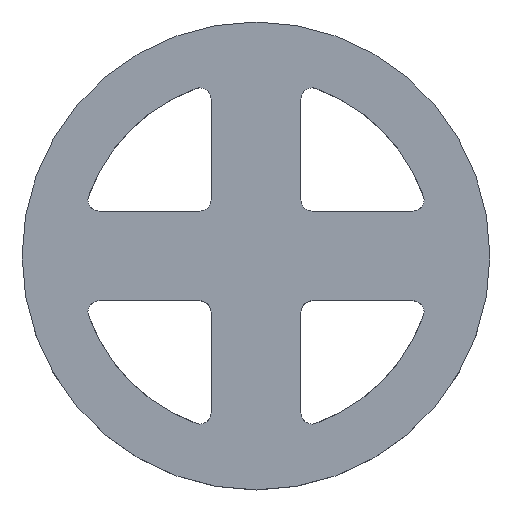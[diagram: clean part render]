
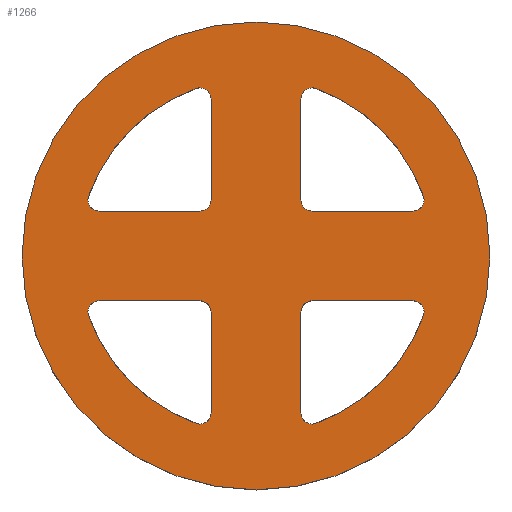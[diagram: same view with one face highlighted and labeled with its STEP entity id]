
A CAD part, top view. The second image highlights one B-rep face of the part: STEP entity #1266.
In plain terms, the highlighted planar face has unit normal (0, 0, 1).
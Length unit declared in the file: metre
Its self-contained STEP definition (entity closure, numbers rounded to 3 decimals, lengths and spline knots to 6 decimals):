
#169=FACE_BOUND('',#325,.T.);
#170=FACE_BOUND('',#326,.T.);
#171=FACE_BOUND('',#327,.T.);
#172=FACE_BOUND('',#328,.T.);
#185=PLANE('',#1425);
#253=FACE_OUTER_BOUND('',#324,.T.);
#324=EDGE_LOOP('',(#1159));
#325=EDGE_LOOP('',(#1160,#1161,#1162,#1163,#1164,#1165));
#326=EDGE_LOOP('',(#1166,#1167,#1168,#1169,#1170,#1171));
#327=EDGE_LOOP('',(#1172,#1173,#1174,#1175,#1176,#1177));
#328=EDGE_LOOP('',(#1178,#1179,#1180,#1181,#1182,#1183));
#336=LINE('',#2185,#375);
#337=LINE('',#2210,#376);
#338=LINE('',#2239,#377);
#339=LINE('',#2314,#378);
#345=LINE('',#2513,#384);
#346=LINE('',#2539,#385);
#364=LINE('',#3022,#403);
#365=LINE('',#3098,#404);
#375=VECTOR('',#1502,1.);
#376=VECTOR('',#1503,1.);
#377=VECTOR('',#1512,1.);
#378=VECTOR('',#1513,1.);
#384=VECTOR('',#1551,1.);
#385=VECTOR('',#1552,1.);
#403=VECTOR('',#1670,1.);
#404=VECTOR('',#1671,1.);
#422=CIRCLE('',#1324,0.002);
#423=CIRCLE('',#1329,0.002);
#432=CIRCLE('',#1344,0.0317);
#435=CIRCLE('',#1351,0.0317);
#439=CIRCLE('',#1357,0.0317);
#445=CIRCLE('',#1365,0.0317);
#449=CIRCLE('',#1372,0.0417);
#465=CIRCLE('',#1403,0.002);
#468=CIRCLE('',#1406,0.002);
#469=CIRCLE('',#1407,0.002);
#472=CIRCLE('',#1410,0.002);
#473=CIRCLE('',#1411,0.002);
#476=CIRCLE('',#1414,0.002);
#477=CIRCLE('',#1415,0.002);
#480=CIRCLE('',#1418,0.002);
#481=CIRCLE('',#1419,0.002);
#482=CIRCLE('',#1420,0.002);
#513=VERTEX_POINT('',#2176);
#514=VERTEX_POINT('',#2178);
#515=VERTEX_POINT('',#2182);
#516=VERTEX_POINT('',#2184);
#519=VERTEX_POINT('',#2205);
#520=VERTEX_POINT('',#2232);
#521=VERTEX_POINT('',#2236);
#522=VERTEX_POINT('',#2238);
#526=VERTEX_POINT('',#2309);
#548=VERTEX_POINT('',#2495);
#549=VERTEX_POINT('',#2496);
#552=VERTEX_POINT('',#2510);
#553=VERTEX_POINT('',#2512);
#556=VERTEX_POINT('',#2533);
#557=VERTEX_POINT('',#2538);
#560=VERTEX_POINT('',#2545);
#561=VERTEX_POINT('',#2550);
#565=VERTEX_POINT('',#2565);
#566=VERTEX_POINT('',#2566);
#576=VERTEX_POINT('',#2835);
#577=VERTEX_POINT('',#2836);
#581=VERTEX_POINT('',#2857);
#605=VERTEX_POINT('',#3021);
#609=VERTEX_POINT('',#3092);
#610=VERTEX_POINT('',#3097);
#653=EDGE_CURVE('',#514,#513,#422,.F.);
#656=EDGE_CURVE('',#515,#516,#336,.T.);
#660=EDGE_CURVE('',#519,#513,#337,.T.);
#662=EDGE_CURVE('',#515,#520,#423,.F.);
#664=EDGE_CURVE('',#521,#522,#338,.T.);
#669=EDGE_CURVE('',#520,#526,#339,.T.);
#694=EDGE_CURVE('',#548,#549,#432,.T.);
#699=EDGE_CURVE('',#552,#553,#345,.T.);
#703=EDGE_CURVE('',#556,#557,#346,.T.);
#707=EDGE_CURVE('',#560,#561,#435,.T.);
#713=EDGE_CURVE('',#565,#566,#439,.T.);
#728=EDGE_CURVE('',#576,#577,#445,.T.);
#736=EDGE_CURVE('',#581,#581,#449,.T.);
#775=EDGE_CURVE('',#605,#514,#364,.T.);
#780=EDGE_CURVE('',#609,#610,#365,.T.);
#786=EDGE_CURVE('',#560,#553,#465,.F.);
#789=EDGE_CURVE('',#556,#549,#468,.F.);
#790=EDGE_CURVE('',#548,#522,#469,.F.);
#793=EDGE_CURVE('',#526,#566,#472,.F.);
#794=EDGE_CURVE('',#565,#516,#473,.F.);
#797=EDGE_CURVE('',#519,#577,#476,.F.);
#798=EDGE_CURVE('',#576,#605,#477,.F.);
#801=EDGE_CURVE('',#609,#561,#480,.F.);
#802=EDGE_CURVE('',#552,#610,#481,.F.);
#803=EDGE_CURVE('',#521,#557,#482,.F.);
#1159=ORIENTED_EDGE('',*,*,#736,.T.);
#1160=ORIENTED_EDGE('',*,*,#664,.F.);
#1161=ORIENTED_EDGE('',*,*,#803,.T.);
#1162=ORIENTED_EDGE('',*,*,#703,.F.);
#1163=ORIENTED_EDGE('',*,*,#789,.T.);
#1164=ORIENTED_EDGE('',*,*,#694,.F.);
#1165=ORIENTED_EDGE('',*,*,#790,.T.);
#1166=ORIENTED_EDGE('',*,*,#728,.F.);
#1167=ORIENTED_EDGE('',*,*,#798,.T.);
#1168=ORIENTED_EDGE('',*,*,#775,.T.);
#1169=ORIENTED_EDGE('',*,*,#653,.T.);
#1170=ORIENTED_EDGE('',*,*,#660,.F.);
#1171=ORIENTED_EDGE('',*,*,#797,.T.);
#1172=ORIENTED_EDGE('',*,*,#699,.F.);
#1173=ORIENTED_EDGE('',*,*,#802,.T.);
#1174=ORIENTED_EDGE('',*,*,#780,.F.);
#1175=ORIENTED_EDGE('',*,*,#801,.T.);
#1176=ORIENTED_EDGE('',*,*,#707,.F.);
#1177=ORIENTED_EDGE('',*,*,#786,.T.);
#1178=ORIENTED_EDGE('',*,*,#656,.F.);
#1179=ORIENTED_EDGE('',*,*,#662,.T.);
#1180=ORIENTED_EDGE('',*,*,#669,.T.);
#1181=ORIENTED_EDGE('',*,*,#793,.T.);
#1182=ORIENTED_EDGE('',*,*,#713,.F.);
#1183=ORIENTED_EDGE('',*,*,#794,.T.);
#1266=ADVANCED_FACE('',(#253,#169,#170,#171,#172),#185,.T.);
#1324=AXIS2_PLACEMENT_3D('',#2179,#1494,#1495);
#1329=AXIS2_PLACEMENT_3D('',#2234,#1506,#1507);
#1344=AXIS2_PLACEMENT_3D('',#2497,#1543,#1544);
#1351=AXIS2_PLACEMENT_3D('',#2551,#1559,#1560);
#1357=AXIS2_PLACEMENT_3D('',#2567,#1572,#1573);
#1365=AXIS2_PLACEMENT_3D('',#2837,#1588,#1589);
#1372=AXIS2_PLACEMENT_3D('',#2858,#1604,#1605);
#1403=AXIS2_PLACEMENT_3D('',#3180,#1682,#1683);
#1406=AXIS2_PLACEMENT_3D('',#3240,#1688,#1689);
#1407=AXIS2_PLACEMENT_3D('',#3253,#1690,#1691);
#1410=AXIS2_PLACEMENT_3D('',#3313,#1696,#1697);
#1411=AXIS2_PLACEMENT_3D('',#3326,#1698,#1699);
#1414=AXIS2_PLACEMENT_3D('',#3386,#1704,#1705);
#1415=AXIS2_PLACEMENT_3D('',#3399,#1706,#1707);
#1418=AXIS2_PLACEMENT_3D('',#3459,#1712,#1713);
#1419=AXIS2_PLACEMENT_3D('',#3481,#1714,#1715);
#1420=AXIS2_PLACEMENT_3D('',#3503,#1716,#1717);
#1425=AXIS2_PLACEMENT_3D('',#3514,#1730,#1731);
#1494=DIRECTION('center_axis',(0.,0.,1.));
#1495=DIRECTION('ref_axis',(1.,0.,0.));
#1502=DIRECTION('',(-1.,0.,0.));
#1503=DIRECTION('',(1.,0.,0.));
#1506=DIRECTION('center_axis',(0.,0.,1.));
#1507=DIRECTION('ref_axis',(1.,0.,0.));
#1512=DIRECTION('',(0.,-1.,0.));
#1513=DIRECTION('',(0.,-1.,0.));
#1543=DIRECTION('center_axis',(0.,0.,1.));
#1544=DIRECTION('ref_axis',(1.,0.,0.));
#1551=DIRECTION('',(1.,0.,0.));
#1552=DIRECTION('',(-1.,0.,0.));
#1559=DIRECTION('center_axis',(0.,0.,1.));
#1560=DIRECTION('ref_axis',(1.,0.,0.));
#1572=DIRECTION('center_axis',(0.,0.,1.));
#1573=DIRECTION('ref_axis',(1.,0.,0.));
#1588=DIRECTION('center_axis',(0.,0.,1.));
#1589=DIRECTION('ref_axis',(1.,0.,0.));
#1604=DIRECTION('center_axis',(0.,0.,1.));
#1605=DIRECTION('ref_axis',(1.,0.,0.));
#1670=DIRECTION('',(0.,-1.,0.));
#1671=DIRECTION('',(0.,-1.,0.));
#1682=DIRECTION('center_axis',(0.,0.,1.));
#1683=DIRECTION('ref_axis',(1.,0.,0.));
#1688=DIRECTION('center_axis',(0.,0.,1.));
#1689=DIRECTION('ref_axis',(1.,0.,0.));
#1690=DIRECTION('center_axis',(0.,0.,1.));
#1691=DIRECTION('ref_axis',(1.,0.,0.));
#1696=DIRECTION('center_axis',(0.,0.,1.));
#1697=DIRECTION('ref_axis',(1.,0.,0.));
#1698=DIRECTION('center_axis',(0.,0.,1.));
#1699=DIRECTION('ref_axis',(1.,0.,0.));
#1704=DIRECTION('center_axis',(0.,0.,1.));
#1705=DIRECTION('ref_axis',(1.,0.,0.));
#1706=DIRECTION('center_axis',(0.,0.,1.));
#1707=DIRECTION('ref_axis',(1.,0.,0.));
#1712=DIRECTION('center_axis',(0.,0.,1.));
#1713=DIRECTION('ref_axis',(1.,0.,0.));
#1714=DIRECTION('center_axis',(0.,0.,1.));
#1715=DIRECTION('ref_axis',(1.,0.,0.));
#1716=DIRECTION('center_axis',(0.,0.,1.));
#1717=DIRECTION('ref_axis',(1.,0.,0.));
#1730=DIRECTION('center_axis',(0.,0.,1.));
#1731=DIRECTION('ref_axis',(1.,0.,0.));
#2176=CARTESIAN_POINT('',(-0.01,0.008,0.1));
#2178=CARTESIAN_POINT('',(-0.008,0.01,0.1));
#2179=CARTESIAN_POINT('Origin',(-0.01,0.01,0.1));
#2182=CARTESIAN_POINT('',(-0.01,-0.008,0.1));
#2184=CARTESIAN_POINT('',(-0.027966,-0.008,0.1));
#2185=CARTESIAN_POINT('',(0.,-0.008,0.1));
#2205=CARTESIAN_POINT('',(-0.027966,0.008,0.1));
#2210=CARTESIAN_POINT('',(0.,0.008,0.1));
#2232=CARTESIAN_POINT('',(-0.008,-0.01,0.1));
#2234=CARTESIAN_POINT('Origin',(-0.01,-0.01,0.1));
#2236=CARTESIAN_POINT('',(0.008,-0.01,0.1));
#2238=CARTESIAN_POINT('',(0.008,-0.027966,0.1));
#2239=CARTESIAN_POINT('',(0.008,0.,0.1));
#2309=CARTESIAN_POINT('',(-0.008,-0.027966,0.1));
#2314=CARTESIAN_POINT('',(-0.008,0.,0.1));
#2495=CARTESIAN_POINT('',(0.010673,-0.029849,0.1));
#2496=CARTESIAN_POINT('',(0.029849,-0.010673,0.1));
#2497=CARTESIAN_POINT('Origin',(0.,0.,0.1));
#2510=CARTESIAN_POINT('',(0.01,0.008,0.1));
#2512=CARTESIAN_POINT('',(0.027966,0.008,0.1));
#2513=CARTESIAN_POINT('',(0.,0.008,0.1));
#2533=CARTESIAN_POINT('',(0.027966,-0.008,0.1));
#2538=CARTESIAN_POINT('',(0.01,-0.008,0.1));
#2539=CARTESIAN_POINT('',(0.,-0.008,0.1));
#2545=CARTESIAN_POINT('',(0.029849,0.010673,0.1));
#2550=CARTESIAN_POINT('',(0.010673,0.029849,0.1));
#2551=CARTESIAN_POINT('Origin',(0.,0.,0.1));
#2565=CARTESIAN_POINT('',(-0.029849,-0.010673,0.1));
#2566=CARTESIAN_POINT('',(-0.010673,-0.029849,0.1));
#2567=CARTESIAN_POINT('Origin',(0.,0.,0.1));
#2835=CARTESIAN_POINT('',(-0.010673,0.029849,0.1));
#2836=CARTESIAN_POINT('',(-0.029849,0.010673,0.1));
#2837=CARTESIAN_POINT('Origin',(0.,0.,0.1));
#2857=CARTESIAN_POINT('',(0.,0.0417,0.1));
#2858=CARTESIAN_POINT('Origin',(0.,0.,0.1));
#3021=CARTESIAN_POINT('',(-0.008,0.027966,0.1));
#3022=CARTESIAN_POINT('',(-0.008,0.,0.1));
#3092=CARTESIAN_POINT('',(0.008,0.027966,0.1));
#3097=CARTESIAN_POINT('',(0.008,0.01,0.1));
#3098=CARTESIAN_POINT('',(0.008,0.,0.1));
#3180=CARTESIAN_POINT('Origin',(0.027966,0.01,0.1));
#3240=CARTESIAN_POINT('Origin',(0.027966,-0.01,0.1));
#3253=CARTESIAN_POINT('Origin',(0.01,-0.027966,0.1));
#3313=CARTESIAN_POINT('Origin',(-0.01,-0.027966,0.1));
#3326=CARTESIAN_POINT('Origin',(-0.027966,-0.01,0.1));
#3386=CARTESIAN_POINT('Origin',(-0.027966,0.01,0.1));
#3399=CARTESIAN_POINT('Origin',(-0.01,0.027966,0.1));
#3459=CARTESIAN_POINT('Origin',(0.01,0.027966,0.1));
#3481=CARTESIAN_POINT('Origin',(0.01,0.01,0.1));
#3503=CARTESIAN_POINT('Origin',(0.01,-0.01,0.1));
#3514=CARTESIAN_POINT('Origin',(0.,-0.0317,0.1));
